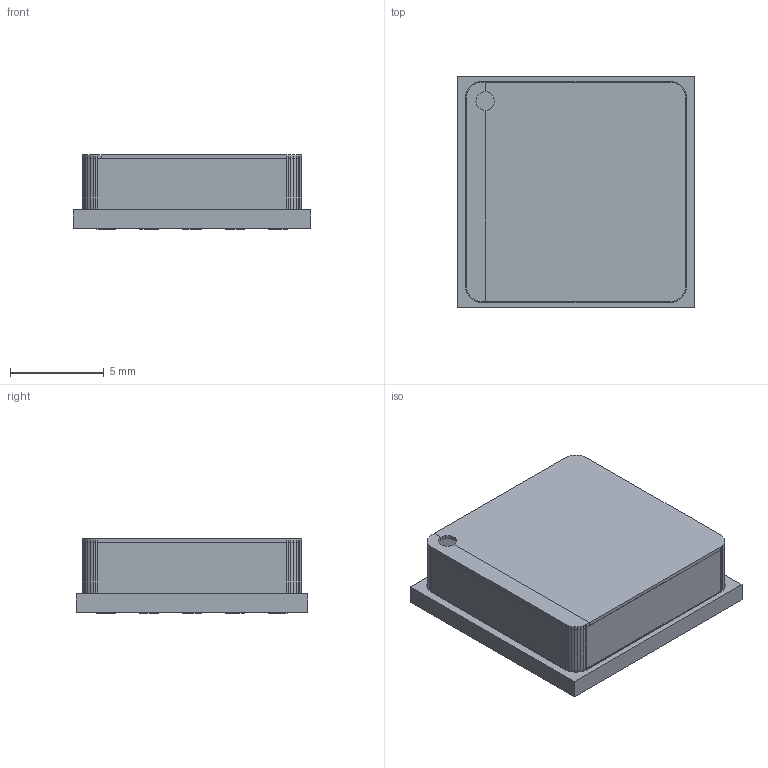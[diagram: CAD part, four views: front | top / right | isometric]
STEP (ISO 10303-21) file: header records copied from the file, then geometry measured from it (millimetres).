
FILE_DESCRIPTION(('FreeCAD Model'),'2;1');
FILE_NAME('RPM_3D_20190724.step','2019-07-24T13:52:18',('Author'),(''), 'Open CASCADE STEP processor 7.3','FreeCAD','Unknown');
FILE_SCHEMA(('AUTOMOTIVE_DESIGN { 1 0 10303 214 1 1 1 1 }'));
Length unit declared in the file: millimetre
Products named in the file (89): RPM_RBB; RPM_RBBcase; MC1_step; _031785024_step; Extruded.step; _136838848_step; Extruded-0.step; _136838656_step; Extruded-1.step; _136838464_step; Extruded-2.step; _458648576_step; Extruded-3.step; _658799936_step; Extruded-4.step; _031785216_step; Extruded-5.step003; _031933696_step; Extruded-6.step003; _031933696_step001; _031785216_step001; RPM_RBB_PCB055; RPM_RBB_PCB028; RPM_RBB_PCB029; RPM_RBB_PCB030; RPM_RBB_PCB031; RPM_RBB_PCB032; RPM_RBB_PCB033; RPM_RBB_PCB034; RPM_RBB_PCB035; RPM_RBB_PCB036; RPM_RBB_PCB037; RPM_RBB_PCB038; RPM_RBB_PCB039; RPM_RBB_PCB040; RPM_RBB_PCB041; RPM_RBB_PCB042; RPM_RBB_PCB043; RPM_RBB_PCB044; RPM_RBB_PCB045 ...
Assembly tree (98 placements, depth 5):
  RPM_RBB
    RPM_RBBcase
      MC1_step
        _031785024_step
          Extruded.step
        _136838848_step
          Extruded-0.step
        _136838656_step
          Extruded-1.step
        _136838464_step
          Extruded-2.step
        _458648576_step
          Extruded-3.step
        _658799936_step
          Extruded-4.step
        _031785216_step
          Extruded-5.step003
        _031933696_step
          Extruded-6.step003
        _031933696_step001
          Extruded-6.step003
        _031785216_step001
          Extruded-5.step003
    RPM_RBB_PCB055
      RPM_RBB_PCB028
      RPM_RBB_PCB029
      RPM_RBB_PCB030
      RPM_RBB_PCB031
      RPM_RBB_PCB032
      RPM_RBB_PCB033
      RPM_RBB_PCB034
      RPM_RBB_PCB035
      RPM_RBB_PCB036
      RPM_RBB_PCB037
      RPM_RBB_PCB038
      RPM_RBB_PCB039
      RPM_RBB_PCB040
      RPM_RBB_PCB041
      RPM_RBB_PCB042
      RPM_RBB_PCB043
      RPM_RBB_PCB044
      RPM_RBB_PCB045
      RPM_RBB_PCB046
      RPM_RBB_PCB047
      RPM_RBB_PCB048
      RPM_RBB_PCB049
      RPM_RBB_PCB050
      RPM_RBB_PCB051
      RPM_RBB_PCB052
      RPM_RBB_PCB053
      RPM_RBB_PCB054
  RPM_RBB_PCB027
    RPM_RBB_PCB
    RPM_RBB_PCB001
    RPM_RBB_PCB002
    RPM_RBB_PCB003
    RPM_RBB_PCB004
    RPM_RBB_PCB005
    RPM_RBB_PCB006
    RPM_RBB_PCB007
Bounding box: 12.69 x 12.39 x 3.97 mm (x, y, z)
Volume: 443.7 mm3; surface area: 2034.9 mm2
Topology: 74 solids, 74 shells, 762 faces, 1842 edges, 1228 vertices
Faces by surface type: plane 762
Entity records: 18606 total; most frequent: CARTESIAN_POINT 2983, ORIENTED_EDGE 2760, DIRECTION 2746, EDGE_CURVE 1380, LINE 1380, VECTOR 1380, VERTEX_POINT 920, AXIS2_PLACEMENT_3D 683
